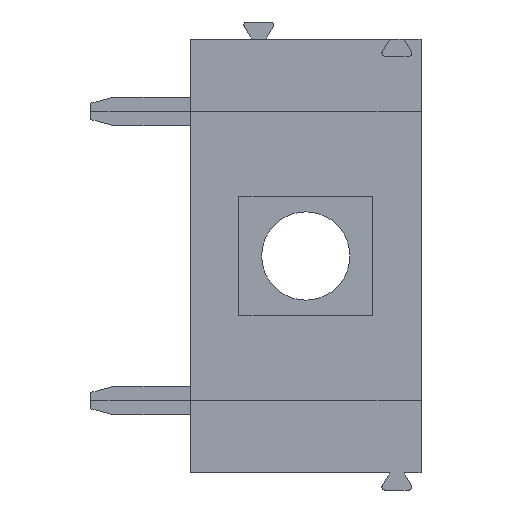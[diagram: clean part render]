
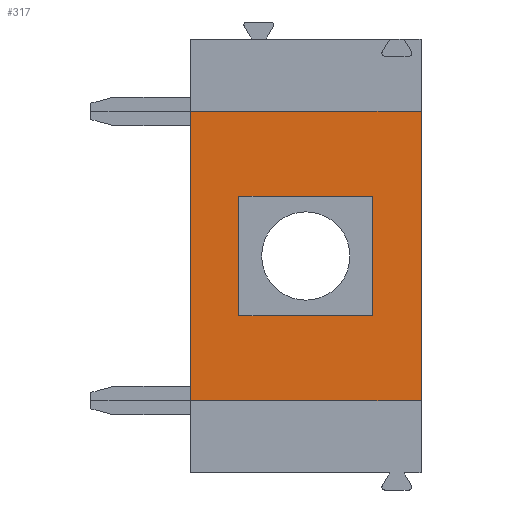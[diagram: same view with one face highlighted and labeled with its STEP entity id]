
A CAD part, front view. The second image highlights one B-rep face of the part: STEP entity #317.
In plain terms, the highlighted planar face has unit normal (0, -1, 0).
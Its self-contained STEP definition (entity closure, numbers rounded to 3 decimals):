
#317 = ADVANCED_FACE( '', ( #786, #787 ), #788, .T. );
#786 = FACE_BOUND( '', #1432, .T. );
#787 = FACE_OUTER_BOUND( '', #1433, .T. );
#788 = PLANE( '', #1434 );
#1432 = EDGE_LOOP( '', ( #2126, #2127, #2128, #2129 ) );
#1433 = EDGE_LOOP( '', ( #2130, #2131, #2132, #2133 ) );
#1434 = AXIS2_PLACEMENT_3D( '', #2134, #2135, #2136 );
#2126 = ORIENTED_EDGE( '', *, *, #4095, .T. );
#2127 = ORIENTED_EDGE( '', *, *, #4096, .F. );
#2128 = ORIENTED_EDGE( '', *, *, #4097, .T. );
#2129 = ORIENTED_EDGE( '', *, *, #4098, .F. );
#2130 = ORIENTED_EDGE( '', *, *, #4099, .T. );
#2131 = ORIENTED_EDGE( '', *, *, #4100, .F. );
#2132 = ORIENTED_EDGE( '', *, *, #4101, .T. );
#2133 = ORIENTED_EDGE( '', *, *, #4102, .F. );
#2134 = CARTESIAN_POINT( '', ( -0.15, 0., 2.42 ) );
#2135 = DIRECTION( '', ( 0., -1., 0. ) );
#2136 = DIRECTION( '', ( 1., 0., 0. ) );
#4095 = EDGE_CURVE( '', #4937, #4938, #4939, .T. );
#4096 = EDGE_CURVE( '', #4940, #4938, #4941, .T. );
#4097 = EDGE_CURVE( '', #4940, #4942, #4943, .T. );
#4098 = EDGE_CURVE( '', #4937, #4942, #4944, .T. );
#4099 = EDGE_CURVE( '', #4945, #4946, #4947, .T. );
#4100 = EDGE_CURVE( '', #4948, #4946, #4949, .T. );
#4101 = EDGE_CURVE( '', #4948, #4950, #4951, .T. );
#4102 = EDGE_CURVE( '', #4945, #4950, #4952, .T. );
#4937 = VERTEX_POINT( '', #6161 );
#4938 = VERTEX_POINT( '', #6162 );
#4939 = LINE( '', #6163, #6164 );
#4940 = VERTEX_POINT( '', #6165 );
#4941 = LINE( '', #6166, #6167 );
#4942 = VERTEX_POINT( '', #6168 );
#4943 = LINE( '', #6169, #6170 );
#4944 = LINE( '', #6171, #6172 );
#4945 = VERTEX_POINT( '', #6173 );
#4946 = VERTEX_POINT( '', #6174 );
#4947 = LINE( '', #6175, #6176 );
#4948 = VERTEX_POINT( '', #6177 );
#4949 = LINE( '', #6178, #6179 );
#4950 = VERTEX_POINT( '', #6180 );
#4951 = LINE( '', #6181, #6182 );
#4952 = LINE( '', #6183, #6184 );
#6161 = CARTESIAN_POINT( '', ( -1.7, 0., -7.18 ) );
#6162 = CARTESIAN_POINT( '', ( -6.4, 0., -7.18 ) );
#6163 = CARTESIAN_POINT( '', ( -16.414, 0., -7.18 ) );
#6164 = VECTOR( '', #7758, 1000. );
#6165 = CARTESIAN_POINT( '', ( -6.4, 0., -2.98 ) );
#6166 = CARTESIAN_POINT( '', ( -6.4, 0., 2.34 ) );
#6167 = VECTOR( '', #7759, 1000. );
#6168 = CARTESIAN_POINT( '', ( -1.7, 0., -2.98 ) );
#6169 = CARTESIAN_POINT( '', ( -16.414, 0., -2.98 ) );
#6170 = VECTOR( '', #7760, 1000. );
#6171 = CARTESIAN_POINT( '', ( -1.7, 0., 2.34 ) );
#6172 = VECTOR( '', #7761, 1000. );
#6173 = CARTESIAN_POINT( '', ( -8.1, 0., -10.16 ) );
#6174 = CARTESIAN_POINT( '', ( 0., 0., -10.16 ) );
#6175 = CARTESIAN_POINT( '', ( -16.414, 0., -10.16 ) );
#6176 = VECTOR( '', #7762, 1000. );
#6177 = CARTESIAN_POINT( '', ( 0., 0., 0. ) );
#6178 = CARTESIAN_POINT( '', ( 0., 0., 2.34 ) );
#6179 = VECTOR( '', #7763, 1000. );
#6180 = CARTESIAN_POINT( '', ( -8.1, 0., 0. ) );
#6181 = CARTESIAN_POINT( '', ( -16.414, 0., 0. ) );
#6182 = VECTOR( '', #7764, 1000. );
#6183 = CARTESIAN_POINT( '', ( -8.1, 0., 2.34 ) );
#6184 = VECTOR( '', #7765, 1000. );
#7758 = DIRECTION( '', ( -1., 0., 0. ) );
#7759 = DIRECTION( '', ( 0., 0., -1. ) );
#7760 = DIRECTION( '', ( 1., 0., 0. ) );
#7761 = DIRECTION( '', ( 0., 0., 1. ) );
#7762 = DIRECTION( '', ( 1., 0., 0. ) );
#7763 = DIRECTION( '', ( 0., 0., -1. ) );
#7764 = DIRECTION( '', ( -1., 0., 0. ) );
#7765 = DIRECTION( '', ( 0., 0., 1. ) );
